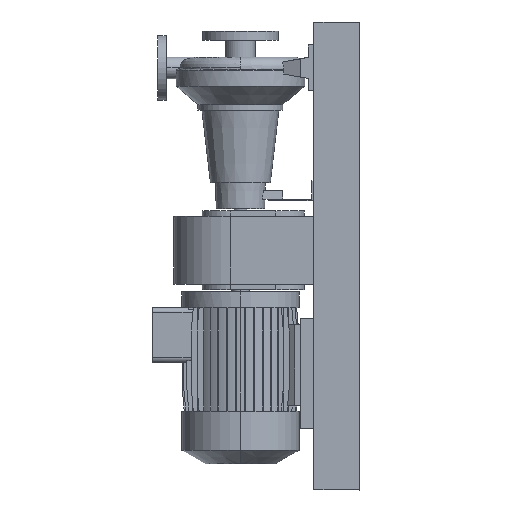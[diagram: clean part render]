
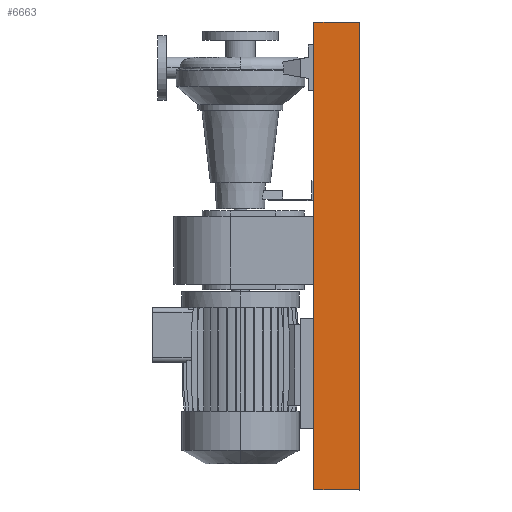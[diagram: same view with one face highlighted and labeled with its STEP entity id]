
A CAD part, left-side view. The second image highlights one B-rep face of the part: STEP entity #6663.
In plain terms, the highlighted planar face has unit normal (-1, 0, 0).
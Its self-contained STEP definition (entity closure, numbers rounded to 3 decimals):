
#73 = CARTESIAN_POINT ( 'NONE',  ( -175., -50., -510. ) ) ;
#83 = VERTEX_POINT ( 'NONE', #6220 ) ;
#239 = VECTOR ( 'NONE', #2945, 1000. ) ;
#302 = VECTOR ( 'NONE', #11706, 1000. ) ;
#1427 = VECTOR ( 'NONE', #10277, 1000. ) ;
#1618 = LINE ( 'NONE', #9018, #17447 ) ;
#1651 = LINE ( 'NONE', #3228, #239 ) ;
#1705 = EDGE_CURVE ( 'NONE', #19191, #18247, #16594, .T. ) ;
#2945 = DIRECTION ( 'NONE',  ( 0., -1., 0. ) ) ;
#3142 = DIRECTION ( 'NONE',  ( 0., 0., 1. ) ) ;
#3228 = CARTESIAN_POINT ( 'NONE',  ( -175., -50., 510. ) ) ;
#3510 = CARTESIAN_POINT ( 'NONE',  ( -175., 50., -510. ) ) ;
#4621 = FACE_OUTER_BOUND ( 'NONE', #8744, .T. ) ;
#5581 = EDGE_CURVE ( 'NONE', #18247, #11465, #1651, .T. ) ;
#6220 = CARTESIAN_POINT ( 'NONE',  ( -175., -50., -510. ) ) ;
#6663 = ADVANCED_FACE ( 'NONE', ( #4621 ), #13991, .T. ) ;
#7968 = EDGE_CURVE ( 'NONE', #19191, #83, #19285, .T. ) ;
#8744 = EDGE_LOOP ( 'NONE', ( #10831, #15252, #16323, #11484 ) ) ;
#9018 = CARTESIAN_POINT ( 'NONE',  ( -175., -50., -510. ) ) ;
#9088 = CARTESIAN_POINT ( 'NONE',  ( -175., 50., -510. ) ) ;
#9620 = CARTESIAN_POINT ( 'NONE',  ( -175., 50., 510. ) ) ;
#10277 = DIRECTION ( 'NONE',  ( 0., 0., 1. ) ) ;
#10831 = ORIENTED_EDGE ( 'NONE', *, *, #5581, .F. ) ;
#11465 = VERTEX_POINT ( 'NONE', #17093 ) ;
#11484 = ORIENTED_EDGE ( 'NONE', *, *, #14008, .T. ) ;
#11706 = DIRECTION ( 'NONE',  ( 0., -1., 0. ) ) ;
#11929 = AXIS2_PLACEMENT_3D ( 'NONE', #73, #16656, #3142 ) ;
#12279 = DIRECTION ( 'NONE',  ( 0., 0., 1. ) ) ;
#13991 = PLANE ( 'NONE',  #11929 ) ;
#14008 = EDGE_CURVE ( 'NONE', #83, #11465, #1618, .T. ) ;
#14872 = CARTESIAN_POINT ( 'NONE',  ( -175., -50., -510. ) ) ;
#15252 = ORIENTED_EDGE ( 'NONE', *, *, #1705, .F. ) ;
#16323 = ORIENTED_EDGE ( 'NONE', *, *, #7968, .T. ) ;
#16594 = LINE ( 'NONE', #9088, #1427 ) ;
#16656 = DIRECTION ( 'NONE',  ( -1., 0., 0. ) ) ;
#17093 = CARTESIAN_POINT ( 'NONE',  ( -175., -50., 510. ) ) ;
#17447 = VECTOR ( 'NONE', #12279, 1000. ) ;
#18247 = VERTEX_POINT ( 'NONE', #9620 ) ;
#19191 = VERTEX_POINT ( 'NONE', #3510 ) ;
#19285 = LINE ( 'NONE', #14872, #302 ) ;
